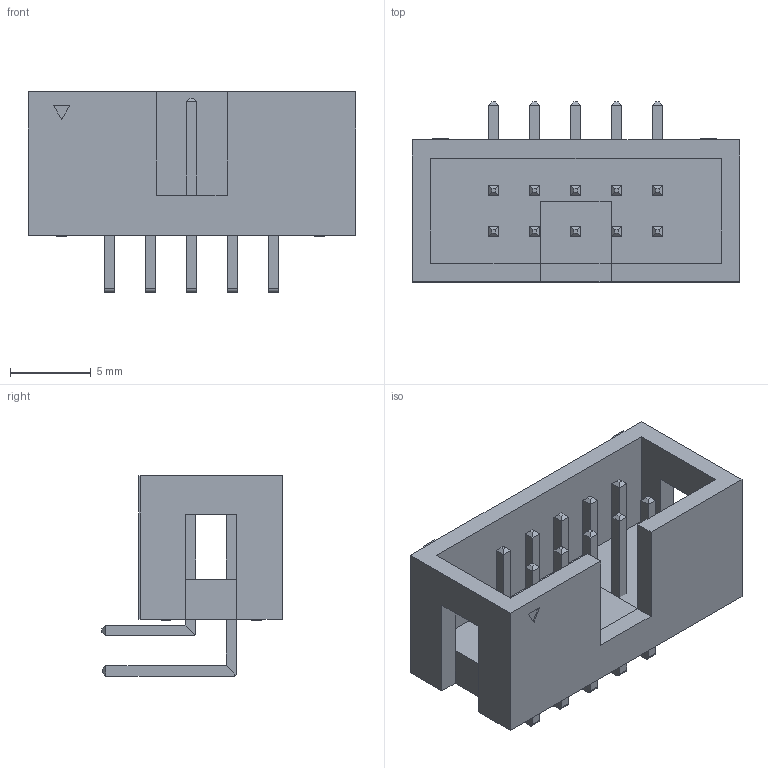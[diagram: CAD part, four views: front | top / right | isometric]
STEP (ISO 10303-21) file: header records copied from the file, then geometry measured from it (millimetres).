
FILE_DESCRIPTION(('FreeCAD Model'),'2;1');
FILE_NAME('ml_10_l.stp','2015-04-11T15:11:55',( 'FreeCAD'),('FreeCAD'),'Open CASCADE STEP processor 6.7','FreeCAD', 'Unknown');
FILE_SCHEMA(('AUTOMOTIVE_DESIGN_CC2 { 1 2 10303 214 -1 1 5 4 }'));
Length unit declared in the file: millimetre
Products named in the file (2): Array; LinearPattern001
Bounding box: 20.32 x 11.17 x 12.42 mm (x, y, z)
Volume: 833.1 mm3; surface area: 1572.2 mm2
Topology: 11 solids, 11 shells, 288 faces, 661 edges, 396 vertices
Faces by surface type: plane 264, cylinder 24
Full cylindrical faces by diameter (mm): 0.6 x4
Entity records: 17021 total; most frequent: CARTESIAN_POINT 2972, DIRECTION 2585, LINE 1791, VECTOR 1791, ORIENTED_EDGE 1322, PCURVE 1322, DEFINITIONAL_REPRESENTATION 1322, EDGE_CURVE 661
